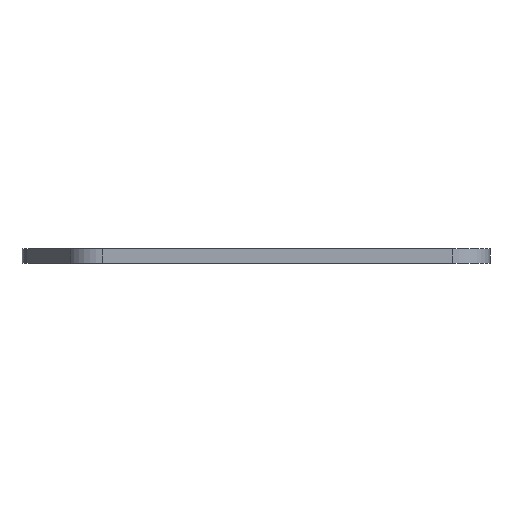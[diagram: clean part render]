
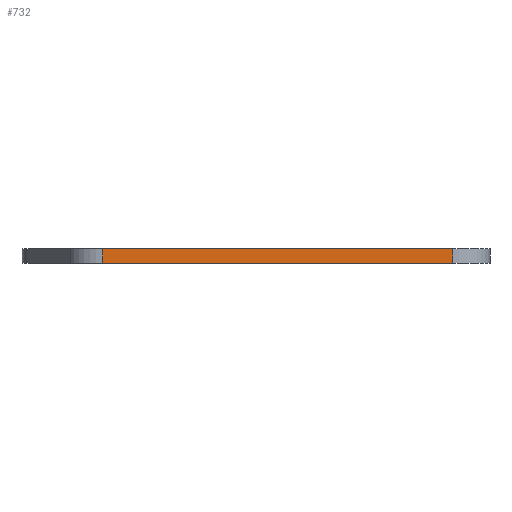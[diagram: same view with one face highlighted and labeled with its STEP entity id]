
A CAD part, front view. The second image highlights one B-rep face of the part: STEP entity #732.
In plain terms, the highlighted planar face has unit normal (0, -1, 0).
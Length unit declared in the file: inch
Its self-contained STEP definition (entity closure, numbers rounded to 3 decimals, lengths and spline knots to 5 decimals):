
#17 = ORIENTED_EDGE ( 'NONE', *, *, #629, .T. ) ;
#29 = LINE ( 'NONE', #1242, #810 ) ;
#37 = ORIENTED_EDGE ( 'NONE', *, *, #111, .T. ) ;
#111 = EDGE_CURVE ( 'NONE', #1249, #700, #1365, .T. ) ;
#112 = ORIENTED_EDGE ( 'NONE', *, *, #1267, .F. ) ;
#176 = CARTESIAN_POINT ( 'NONE',  ( 2.495, -0.5, 0.04921 ) ) ;
#213 = EDGE_CURVE ( 'NONE', #700, #460, #1076, .T. ) ;
#235 = CARTESIAN_POINT ( 'NONE',  ( 0.00577, -0.5, -0.04921 ) ) ;
#260 = DIRECTION ( 'NONE',  ( 1., 0., 0. ) ) ;
#271 = VECTOR ( 'NONE', #1401, 39.37008 ) ;
#319 = CARTESIAN_POINT ( 'NONE',  ( 2.495, -0.5, 0.04921 ) ) ;
#390 = VECTOR ( 'NONE', #737, 39.37008 ) ;
#401 = CARTESIAN_POINT ( 'NONE',  ( 0.15011, -0.5, 0.04921 ) ) ;
#460 = VERTEX_POINT ( 'NONE', #176 ) ;
#486 = DIRECTION ( 'NONE',  ( 1., 0., 0. ) ) ;
#563 = VERTEX_POINT ( 'NONE', #1384 ) ;
#594 = AXIS2_PLACEMENT_3D ( 'NONE', #1191, #1086, #1184 ) ;
#629 = EDGE_CURVE ( 'NONE', #563, #1249, #745, .T. ) ;
#673 = ORIENTED_EDGE ( 'NONE', *, *, #213, .T. ) ;
#700 = VERTEX_POINT ( 'NONE', #1312 ) ;
#732 = ADVANCED_FACE ( 'NONE', ( #1207 ), #986, .F. ) ;
#737 = DIRECTION ( 'NONE',  ( 0., 0., -1. ) ) ;
#745 = LINE ( 'NONE', #401, #390 ) ;
#792 = CARTESIAN_POINT ( 'NONE',  ( 0.15011, -0.5, -0.04921 ) ) ;
#810 = VECTOR ( 'NONE', #486, 39.37008 ) ;
#974 = EDGE_LOOP ( 'NONE', ( #37, #673, #112, #17 ) ) ;
#986 = PLANE ( 'NONE',  #594 ) ;
#1018 = VECTOR ( 'NONE', #260, 39.37008 ) ;
#1076 = LINE ( 'NONE', #319, #271 ) ;
#1086 = DIRECTION ( 'NONE',  ( 0., 1., 0. ) ) ;
#1184 = DIRECTION ( 'NONE',  ( 0., 0., 1. ) ) ;
#1191 = CARTESIAN_POINT ( 'NONE',  ( 0.00577, -0.5, 0.04921 ) ) ;
#1207 = FACE_OUTER_BOUND ( 'NONE', #974, .T. ) ;
#1242 = CARTESIAN_POINT ( 'NONE',  ( 0.00577, -0.5, 0.04921 ) ) ;
#1249 = VERTEX_POINT ( 'NONE', #792 ) ;
#1267 = EDGE_CURVE ( 'NONE', #563, #460, #29, .T. ) ;
#1312 = CARTESIAN_POINT ( 'NONE',  ( 2.495, -0.5, -0.04921 ) ) ;
#1365 = LINE ( 'NONE', #235, #1018 ) ;
#1384 = CARTESIAN_POINT ( 'NONE',  ( 0.15011, -0.5, 0.04921 ) ) ;
#1401 = DIRECTION ( 'NONE',  ( 0., 0., 1. ) ) ;
